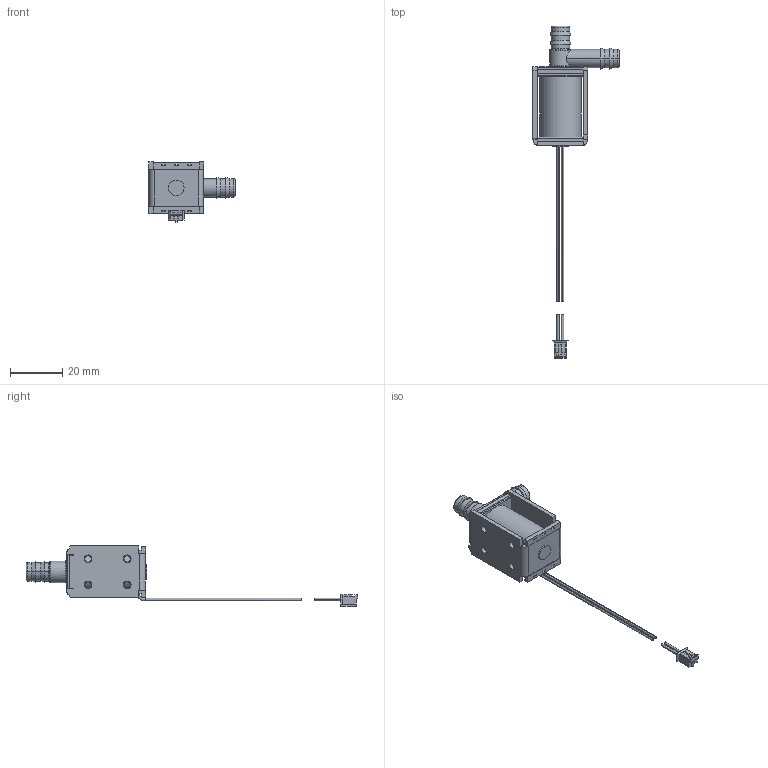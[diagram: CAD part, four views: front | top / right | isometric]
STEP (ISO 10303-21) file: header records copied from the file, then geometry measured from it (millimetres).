
FILE_DESCRIPTION((''),'2;1');
FILE_NAME('KSV3WC-12A','2018-03-28T',('dongbl'),(''),'CREO PARAMETRIC BY PTC INC, 2015200','CREO PARAMETRIC BY PTC INC, 2015200','');
FILE_SCHEMA(('CONFIG_CONTROL_DESIGN'));
Length unit declared in the file: millimetre
Products named in the file (1): KSV3WC-12A
Bounding box: 33.05 x 127.39 x 23.15 mm (x, y, z)
Volume: 6414.7 mm3; surface area: 11205 mm2
Topology: 3 solids, 8 shells, 331 faces, 876 edges, 566 vertices
Faces by surface type: plane 194, cylinder 95, torus 18, cone 16, bspline 8
Entity records: 11392 total; most frequent: CARTESIAN_POINT 2970, DIRECTION 1736, ORIENTED_EDGE 1736, EDGE_CURVE 876, AXIS2_PLACEMENT_3D 586, VERTEX_POINT 566, VECTOR 564, LINE 564
